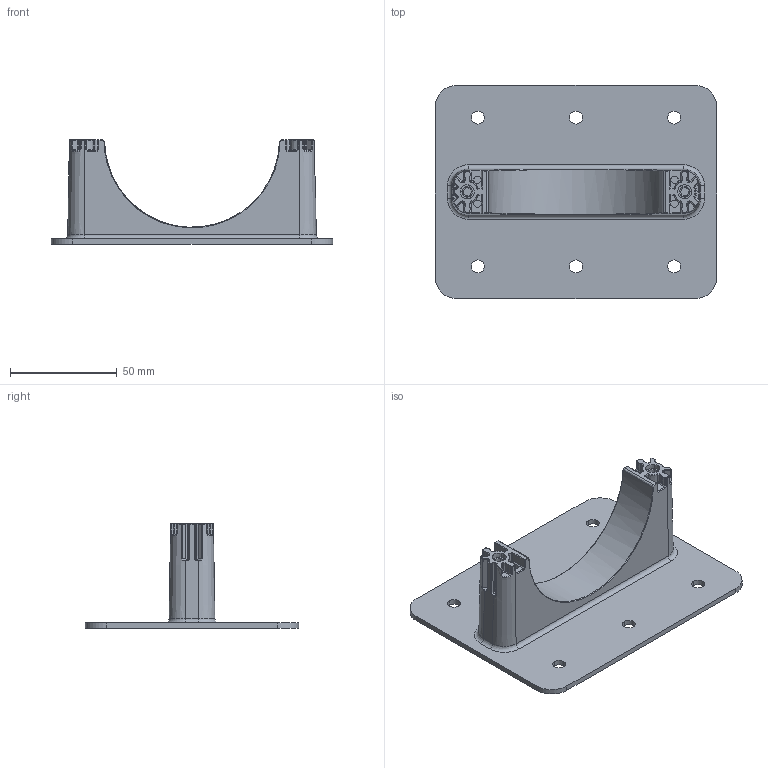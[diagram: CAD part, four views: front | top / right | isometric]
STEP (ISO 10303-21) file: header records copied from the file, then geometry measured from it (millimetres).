
FILE_DESCRIPTION(('CATIA V5 STEP','CAx-IF Rec.Pracs.--- Model Styling and Organization---1.5--- 2016-08-15','CAx-IF Rec.Pracs.---Supplemental Geometry---1.0---2011-11-01','CAx-IF Rec.Pracs.--- Composite Materials ---1.1---2010-07-15','CAx-IF Rec.Pracs.--- Geometric and Assembly Validation Properties ---3.1---2016-08-17'),'2;1');
FILE_NAME('DIGI_AUTO_FAB_FUNKDEMO_PUMPENSITZ.stp','2024-02-01T12:13:54+00:00',('OpenDXM CA5 STEP'),('Dr. Ing. h.c. F. Porsche AG'),'CATIA Version 5-6 Release 2022 SP3 HF23','CATIA V5 STEP AP214 v2','geheim');
FILE_SCHEMA(('AUTOMOTIVE_DESIGN { 1 0 10303 214 1 1 1 1 }'));
Length unit declared in the file: millimetre
Products named in the file (1): DIGI_AUTO_FAB_FUNKDEMO_PUMPENSITZ
Bounding box: 132 x 100 x 48.96 mm (x, y, z)
Volume: 56568.9 mm3; surface area: 44848.6 mm2
Topology: 1 solids, 1 shells, 535 faces, 1316 edges, 733 vertices
Faces by surface type: cylinder 135, bspline 130, plane 91, torus 60, sphere 60, cone 59
Entity records: 21595 total; most frequent: CARTESIAN_POINT 11212, ORIENTED_EDGE 2528, DIRECTION 1378, EDGE_CURVE 1264, AXIS2_PLACEMENT_3D 755, VERTEX_POINT 732, EDGE_LOOP 552, B_SPLINE_CURVE_WITH_KNOTS 542
